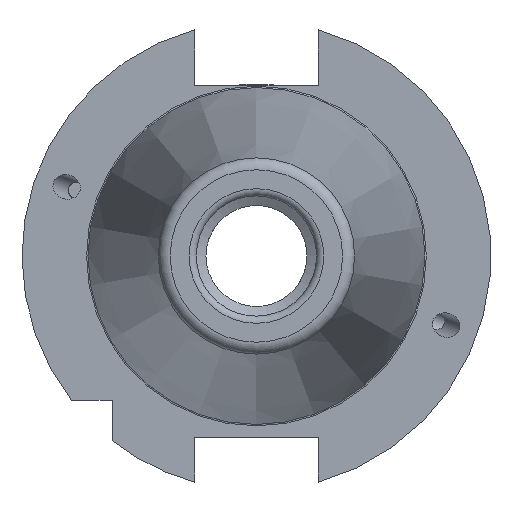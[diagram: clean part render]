
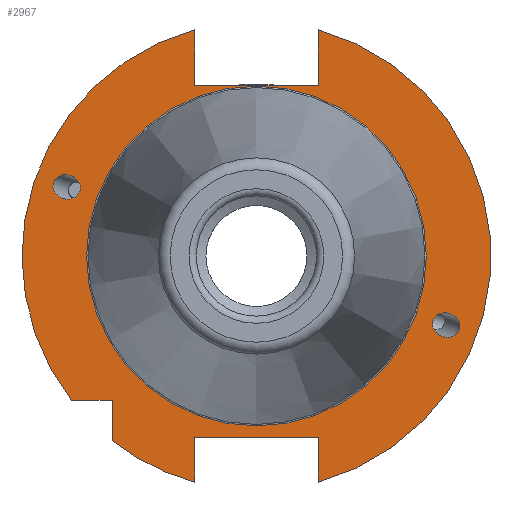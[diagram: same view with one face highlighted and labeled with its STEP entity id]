
A CAD part, left-side view. The second image highlights one B-rep face of the part: STEP entity #2967.
In plain terms, the highlighted planar face has unit normal (-1, 0, 0).
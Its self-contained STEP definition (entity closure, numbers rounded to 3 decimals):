
#1230=CARTESIAN_POINT('',(3.2,-36.754,-13.378));
#1231=VERTEX_POINT('',#1230);
#1232=CARTESIAN_POINT('',(3.2,-39.467,-14.365));
#1233=DIRECTION('',(1.0,0.0,0.0));
#1234=DIRECTION('',(0.0,-0.94,-0.342));
#1235=AXIS2_PLACEMENT_3D('',#1232,#1233,#1234);
#1236=ELLIPSE('',#1235,2.887,2.5);
#1237=EDGE_CURVE('',#1231,#1231,#1236,.T.);
#1344=CARTESIAN_POINT('',(3.2,36.754,13.378));
#1345=VERTEX_POINT('',#1344);
#1346=CARTESIAN_POINT('',(3.2,39.467,14.365));
#1347=DIRECTION('',(1.0,0.0,0.0));
#1348=DIRECTION('',(0.0,0.94,0.342));
#1349=AXIS2_PLACEMENT_3D('',#1346,#1347,#1348);
#1350=ELLIPSE('',#1349,2.887,2.5);
#1351=EDGE_CURVE('',#1345,#1345,#1350,.T.);
#2094=CARTESIAN_POINT('',(3.2,30.,-30.0));
#2095=VERTEX_POINT('',#2094);
#2096=CARTESIAN_POINT('',(3.2,30.,-38.426));
#2097=VERTEX_POINT('',#2096);
#2098=CARTESIAN_POINT('',(3.2,30.,-30.0));
#2099=DIRECTION('',(0.0,0.0,-1.0));
#2100=VECTOR('',#2099,8.426);
#2101=LINE('',#2098,#2100);
#2102=EDGE_CURVE('',#2095,#2097,#2101,.T.);
#2217=CARTESIAN_POINT('',(3.2,38.426,-30.0));
#2218=VERTEX_POINT('',#2217);
#2219=CARTESIAN_POINT('',(3.2,38.426,-30.0));
#2220=DIRECTION('',(0.0,-1.0,0.0));
#2221=VECTOR('',#2220,8.426);
#2222=LINE('',#2219,#2221);
#2223=EDGE_CURVE('',#2218,#2095,#2222,.T.);
#2318=CARTESIAN_POINT('',(3.2,12.85,47.026));
#2319=VERTEX_POINT('',#2318);
#2320=CARTESIAN_POINT('',(3.2,0.0,0.));
#2321=DIRECTION('',(-1.0,0.0,0.0));
#2322=DIRECTION('',(0.0,0.0,1.0));
#2323=AXIS2_PLACEMENT_3D('',#2320,#2321,#2322);
#2324=CIRCLE('',#2323,48.75);
#2325=EDGE_CURVE('',#2319,#2218,#2324,.T.);
#2713=CARTESIAN_POINT('',(3.2,12.85,-37.7));
#2714=VERTEX_POINT('',#2713);
#2721=CARTESIAN_POINT('',(3.2,12.85,-47.026));
#2722=VERTEX_POINT('',#2721);
#2723=CARTESIAN_POINT('',(3.2,12.85,-47.026));
#2724=DIRECTION('',(0.0,0.0,1.0));
#2725=VECTOR('',#2724,9.326);
#2726=LINE('',#2723,#2725);
#2727=EDGE_CURVE('',#2722,#2714,#2726,.T.);
#2777=CARTESIAN_POINT('',(3.2,-12.85,-47.026));
#2778=VERTEX_POINT('',#2777);
#2785=CARTESIAN_POINT('',(3.2,-12.85,-37.7));
#2786=VERTEX_POINT('',#2785);
#2787=CARTESIAN_POINT('',(3.2,-12.85,-37.7));
#2788=DIRECTION('',(0.0,0.0,-1.0));
#2789=VECTOR('',#2788,9.326);
#2790=LINE('',#2787,#2789);
#2791=EDGE_CURVE('',#2786,#2778,#2790,.T.);
#2810=CARTESIAN_POINT('',(3.2,12.85,-37.7));
#2811=DIRECTION('',(0.0,-1.0,0.0));
#2812=VECTOR('',#2811,25.7);
#2813=LINE('',#2810,#2812);
#2814=EDGE_CURVE('',#2714,#2786,#2813,.T.);
#2899=CARTESIAN_POINT('',(3.2,0.0,42.071));
#2900=DIRECTION('',(-1.0,0.0,0.0));
#2901=DIRECTION('',(0.0,0.0,1.0));
#2902=AXIS2_PLACEMENT_3D('',#2899,#2900,#2901);
#2903=PLANE('',#2902);
#2904=ORIENTED_EDGE('',*,*,#2102,.T.);
#2905=CARTESIAN_POINT('',(3.2,0.0,0.));
#2906=DIRECTION('',(-1.0,0.0,0.0));
#2907=DIRECTION('',(0.0,0.0,1.0));
#2908=AXIS2_PLACEMENT_3D('',#2905,#2906,#2907);
#2909=CIRCLE('',#2908,48.75);
#2910=EDGE_CURVE('',#2097,#2722,#2909,.T.);
#2911=ORIENTED_EDGE('',*,*,#2910,.T.);
#2912=ORIENTED_EDGE('',*,*,#2727,.T.);
#2913=ORIENTED_EDGE('',*,*,#2814,.T.);
#2914=ORIENTED_EDGE('',*,*,#2791,.T.);
#2915=CARTESIAN_POINT('',(3.2,-12.85,47.026));
#2916=VERTEX_POINT('',#2915);
#2917=CARTESIAN_POINT('',(3.2,0.0,0.));
#2918=DIRECTION('',(-1.0,0.0,0.0));
#2919=DIRECTION('',(0.0,0.0,1.0));
#2920=AXIS2_PLACEMENT_3D('',#2917,#2918,#2919);
#2921=CIRCLE('',#2920,48.75);
#2922=EDGE_CURVE('',#2778,#2916,#2921,.T.);
#2923=ORIENTED_EDGE('',*,*,#2922,.T.);
#2924=CARTESIAN_POINT('',(3.2,-12.85,35.5));
#2925=VERTEX_POINT('',#2924);
#2926=CARTESIAN_POINT('',(3.2,-12.85,47.026));
#2927=DIRECTION('',(0.0,0.0,-1.0));
#2928=VECTOR('',#2927,11.526);
#2929=LINE('',#2926,#2928);
#2930=EDGE_CURVE('',#2916,#2925,#2929,.T.);
#2931=ORIENTED_EDGE('',*,*,#2930,.T.);
#2932=CARTESIAN_POINT('',(3.2,12.85,35.5));
#2933=VERTEX_POINT('',#2932);
#2934=CARTESIAN_POINT('',(3.2,-12.85,35.5));
#2935=DIRECTION('',(0.0,1.0,0.0));
#2936=VECTOR('',#2935,25.7);
#2937=LINE('',#2934,#2936);
#2938=EDGE_CURVE('',#2925,#2933,#2937,.T.);
#2939=ORIENTED_EDGE('',*,*,#2938,.T.);
#2940=CARTESIAN_POINT('',(3.2,12.85,35.5));
#2941=DIRECTION('',(0.0,0.0,1.0));
#2942=VECTOR('',#2941,11.526);
#2943=LINE('',#2940,#2942);
#2944=EDGE_CURVE('',#2933,#2319,#2943,.T.);
#2945=ORIENTED_EDGE('',*,*,#2944,.T.);
#2946=ORIENTED_EDGE('',*,*,#2325,.T.);
#2947=ORIENTED_EDGE('',*,*,#2223,.T.);
#2948=EDGE_LOOP('',(#2904,#2911,#2912,#2913,#2914,#2923,#2931,#2939,#2945,#2946,#2947));
#2949=FACE_OUTER_BOUND('',#2948,.T.);
#2950=ORIENTED_EDGE('',*,*,#1237,.T.);
#2951=EDGE_LOOP('',(#2950));
#2952=FACE_BOUND('',#2951,.T.);
#2953=ORIENTED_EDGE('',*,*,#1351,.T.);
#2954=EDGE_LOOP('',(#2953));
#2955=FACE_BOUND('',#2954,.T.);
#2956=CARTESIAN_POINT('',(3.2,35.325,0.0));
#2957=VERTEX_POINT('',#2956);
#2958=CARTESIAN_POINT('',(3.2,0.0,0.0));
#2959=DIRECTION('',(-1.0,0.0,0.0));
#2960=DIRECTION('',(0.0,1.0,0.0));
#2961=AXIS2_PLACEMENT_3D('',#2958,#2959,#2960);
#2962=CIRCLE('',#2961,35.325);
#2963=EDGE_CURVE('',#2957,#2957,#2962,.T.);
#2964=ORIENTED_EDGE('',*,*,#2963,.F.);
#2965=EDGE_LOOP('',(#2964));
#2966=FACE_BOUND('',#2965,.T.);
#2967=ADVANCED_FACE('',(#2949,#2952,#2955,#2966),#2903,.T.);
